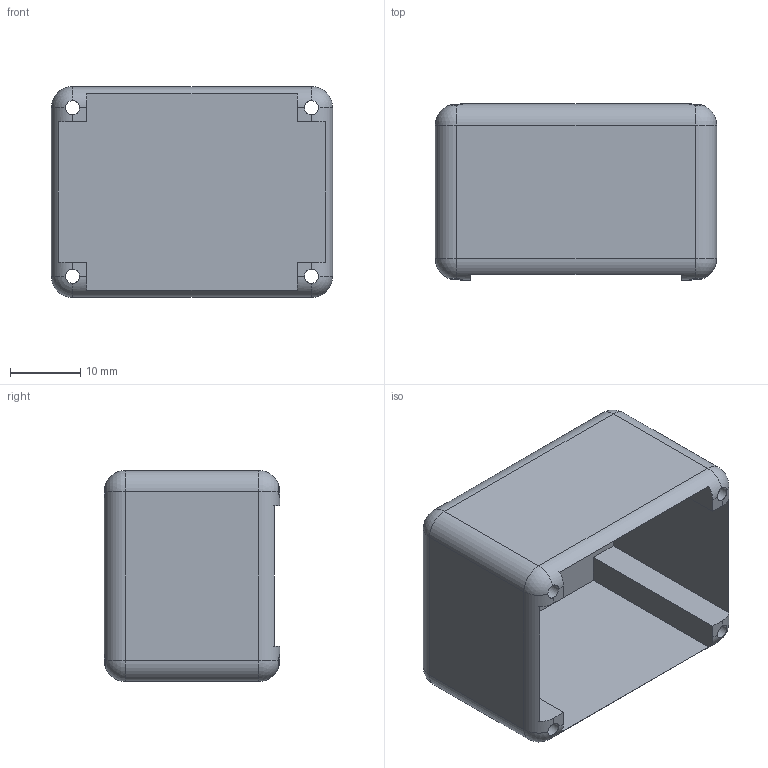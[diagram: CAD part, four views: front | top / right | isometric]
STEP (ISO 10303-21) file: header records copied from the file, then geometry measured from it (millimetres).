
FILE_DESCRIPTION( ( '' ), ' ' );
FILE_NAME( '595ff6f733b10910088ce13b.step', '2017-07-07T21:02:48', ( '' ), ( '' ), ' ', ' ', ' ' );
FILE_SCHEMA( ( 'AUTOMOTIVE_DESIGN { 1 0 10303 214 1 1 1 1 }' ) );
Length unit declared in the file: metre
Products named in the file (1): Part 1
Bounding box: 40 x 25 x 30 mm (x, y, z)
Volume: 5037.1 mm3; surface area: 9067.9 mm2
Topology: 1 solids, 1 shells, 46 faces, 132 edges, 80 vertices
Faces by surface type: plane 22, cylinder 16, sphere 8
Full cylindrical faces by diameter (mm): 2 x4
Entity records: 1984 total; most frequent: CARTESIAN_POINT 399, ORIENTED_EDGE 256, DIRECTION 254, EDGE_CURVE 128, AXIS2_PLACEMENT_3D 95, VERTEX_POINT 80, LINE 64, VECTOR 64
